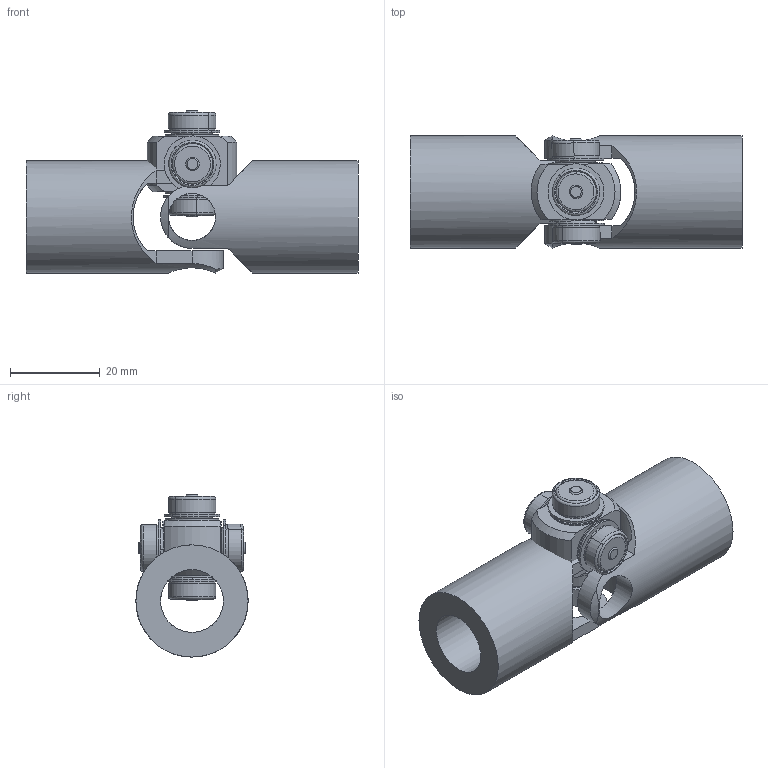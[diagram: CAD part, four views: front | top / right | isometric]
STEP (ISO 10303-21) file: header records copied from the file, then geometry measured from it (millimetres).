
FILE_DESCRIPTION(/* description */ ('Alibre Inc.'),/* implementation_level */ '2;1');
FILE_NAME(/* name */ 'export0',/* time_stamp */ '2012-08-13T16:10:18+02:00',/* author */ (''),/* organization */ (''),/* preprocessor_version */ 'ST-DEVELOPER v12',/* originating_system */ 'Alibre',/* authorisation */ '');
FILE_SCHEMA (('CONFIG_CONTROL_DESIGN'));
Length unit declared in the file: centimetre
Products named in the file (4): ID_1
Bounding box: 74 x 25 x 36.12 mm (x, y, z)
Volume: 23482.3 mm3; surface area: 13921 mm2
Topology: 11 solids, 11 shells, 202 faces, 452 edges, 288 vertices
Faces by surface type: cylinder 80, plane 58, cone 32, torus 32
Full cylindrical faces by diameter (mm): 10.5 x4, 14 x2, 25 x2
Entity records: 6107 total; most frequent: CARTESIAN_POINT 1289, DIRECTION 944, ORIENTED_EDGE 860, AXIS2_PLACEMENT_3D 449, EDGE_CURVE 430, VERTEX_POINT 276, EDGE_LOOP 254, FACE_BOUND 254
